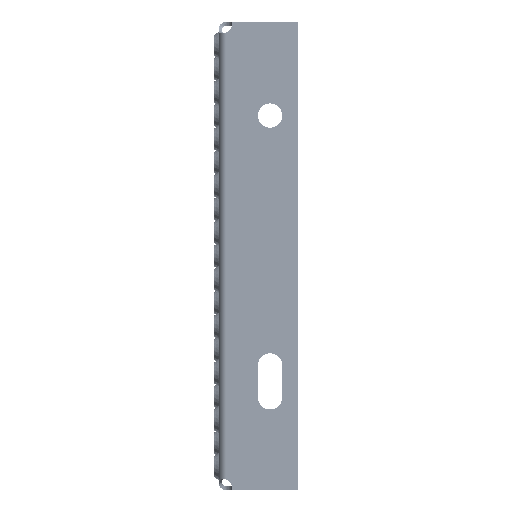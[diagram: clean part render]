
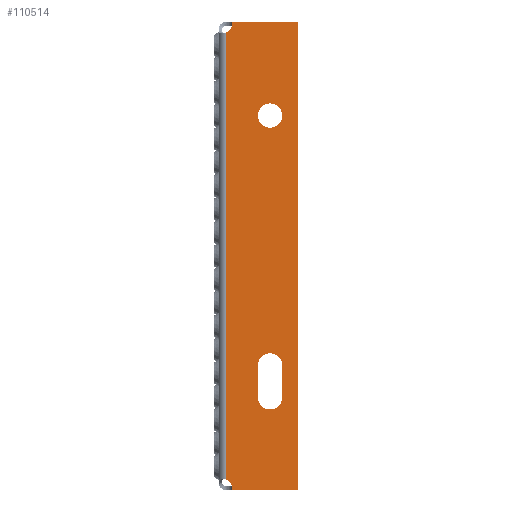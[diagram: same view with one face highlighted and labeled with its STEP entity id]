
A CAD part, left-side view. The second image highlights one B-rep face of the part: STEP entity #110514.
In plain terms, the highlighted planar face has unit normal (-1, 0, 0).
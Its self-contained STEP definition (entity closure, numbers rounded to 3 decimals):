
#2034 = DIRECTION ( 'NONE',  ( -1., 0., 0. ) ) ;
#2825 = VERTEX_POINT ( 'NONE', #160822 ) ;
#6861 = VERTEX_POINT ( 'NONE', #175525 ) ;
#8807 = DIRECTION ( 'NONE',  ( 0., 0., 1. ) ) ;
#11344 = ORIENTED_EDGE ( 'NONE', *, *, #195779, .F. ) ;
#13189 = CARTESIAN_POINT ( 'NONE',  ( -400., -7.187, 125. ) ) ;
#21804 = ORIENTED_EDGE ( 'NONE', *, *, #80193, .T. ) ;
#24040 = CARTESIAN_POINT ( 'NONE',  ( -400., -2.288, 124. ) ) ;
#26327 = AXIS2_PLACEMENT_3D ( 'NONE', #24040, #168764, #8807 ) ;
#26859 = CARTESIAN_POINT ( 'NONE',  ( -400., -4., 119.302 ) ) ;
#27131 = AXIS2_PLACEMENT_3D ( 'NONE', #163402, #58312, #183195 ) ;
#27305 = DIRECTION ( 'NONE',  ( 0., -1., 0. ) ) ;
#28736 = DIRECTION ( 'NONE',  ( 0., -1., 0. ) ) ;
#31582 = ORIENTED_EDGE ( 'NONE', *, *, #97606, .F. ) ;
#32353 = CARTESIAN_POINT ( 'NONE',  ( -400., -20.998, -124. ) ) ;
#32897 = DIRECTION ( 'NONE',  ( 0., 0., 1. ) ) ;
#32990 = CARTESIAN_POINT ( 'NONE',  ( -400., -4., -124. ) ) ;
#38787 = CARTESIAN_POINT ( 'NONE',  ( -400., -42.498, -125. ) ) ;
#41449 = CARTESIAN_POINT ( 'NONE',  ( -400., -7.187, -125. ) ) ;
#42176 = CIRCLE ( 'NONE', #27131, 6.5 ) ;
#45121 = DIRECTION ( 'NONE',  ( -1., 0., 0. ) ) ;
#47263 = VERTEX_POINT ( 'NONE', #179369 ) ;
#47489 = CARTESIAN_POINT ( 'NONE',  ( -400., -33.998, -124. ) ) ;
#51965 = VERTEX_POINT ( 'NONE', #118050 ) ;
#52521 = CIRCLE ( 'NONE', #26327, 5. ) ;
#55941 = CIRCLE ( 'NONE', #164083, 6.5 ) ;
#56917 = FACE_OUTER_BOUND ( 'NONE', #219233, .T. ) ;
#58312 = DIRECTION ( 'NONE',  ( -1., 0., 0. ) ) ;
#61834 = CARTESIAN_POINT ( 'NONE',  ( -400., -33.998, 75. ) ) ;
#63132 = DIRECTION ( 'NONE',  ( 0., 1., 0. ) ) ;
#66310 = CARTESIAN_POINT ( 'NONE',  ( -400., -4., -119.302 ) ) ;
#67365 = VECTOR ( 'NONE', #135048, 1000. ) ;
#70307 = EDGE_CURVE ( 'NONE', #195919, #136104, #131273, .T. ) ;
#70384 = DIRECTION ( 'NONE',  ( 0., -1., 0. ) ) ;
#73306 = FACE_BOUND ( 'NONE', #227908, .T. ) ;
#75043 = DIRECTION ( 'NONE',  ( -1., 0., 0. ) ) ;
#77740 = ORIENTED_EDGE ( 'NONE', *, *, #70307, .T. ) ;
#78854 = CARTESIAN_POINT ( 'NONE',  ( -400., -33.998, -58.5 ) ) ;
#78909 = CARTESIAN_POINT ( 'NONE',  ( -400., -20.998, 75. ) ) ;
#80193 = EDGE_CURVE ( 'NONE', #83256, #127962, #52521, .T. ) ;
#82691 = EDGE_CURVE ( 'NONE', #169939, #6861, #42176, .T. ) ;
#83256 = VERTEX_POINT ( 'NONE', #13189 ) ;
#86574 = VECTOR ( 'NONE', #27305, 1000. ) ;
#88266 = AXIS2_PLACEMENT_3D ( 'NONE', #121302, #125933, #142311 ) ;
#88935 = VECTOR ( 'NONE', #174792, 1000. ) ;
#93225 = VERTEX_POINT ( 'NONE', #61834 ) ;
#94649 = EDGE_CURVE ( 'NONE', #144959, #195919, #203808, .T. ) ;
#97606 = EDGE_CURVE ( 'NONE', #93225, #212847, #55941, .T. ) ;
#100611 = CARTESIAN_POINT ( 'NONE',  ( -400., -27.498, -75.5 ) ) ;
#105970 = VECTOR ( 'NONE', #32897, 1000. ) ;
#108049 = AXIS2_PLACEMENT_3D ( 'NONE', #223599, #45121, #28736 ) ;
#110514 = ADVANCED_FACE ( 'NONE', ( #73306, #179487, #56917 ), #184081, .T. ) ;
#110586 = EDGE_CURVE ( 'NONE', #212847, #93225, #182543, .T. ) ;
#111160 = ORIENTED_EDGE ( 'NONE', *, *, #198721, .T. ) ;
#117642 = LINE ( 'NONE', #32353, #88935 ) ;
#118050 = CARTESIAN_POINT ( 'NONE',  ( -400., -33.998, -75.5 ) ) ;
#118060 = CIRCLE ( 'NONE', #162763, 6.5 ) ;
#121302 = CARTESIAN_POINT ( 'NONE',  ( -400., -2.288, -124. ) ) ;
#125933 = DIRECTION ( 'NONE',  ( 1., 0., 0. ) ) ;
#127962 = VERTEX_POINT ( 'NONE', #26859 ) ;
#128086 = DIRECTION ( 'NONE',  ( 0., 0., 1. ) ) ;
#129738 = ORIENTED_EDGE ( 'NONE', *, *, #82691, .F. ) ;
#129850 = EDGE_CURVE ( 'NONE', #6861, #47263, #117642, .T. ) ;
#131273 = LINE ( 'NONE', #41449, #86574 ) ;
#135048 = DIRECTION ( 'NONE',  ( 0., 0., 1. ) ) ;
#136104 = VERTEX_POINT ( 'NONE', #38787 ) ;
#138082 = DIRECTION ( 'NONE',  ( 0., 0., 1. ) ) ;
#142311 = DIRECTION ( 'NONE',  ( 0., 0., 1. ) ) ;
#144959 = VERTEX_POINT ( 'NONE', #66310 ) ;
#149059 = ORIENTED_EDGE ( 'NONE', *, *, #129850, .F. ) ;
#151840 = LINE ( 'NONE', #222935, #220294 ) ;
#156669 = LINE ( 'NONE', #192791, #105970 ) ;
#160822 = CARTESIAN_POINT ( 'NONE',  ( -400., -42.498, 125. ) ) ;
#161968 = CARTESIAN_POINT ( 'NONE',  ( -400., -2.288, -124. ) ) ;
#162763 = AXIS2_PLACEMENT_3D ( 'NONE', #100611, #174099, #171817 ) ;
#163402 = CARTESIAN_POINT ( 'NONE',  ( -400., -27.498, -58.5 ) ) ;
#164083 = AXIS2_PLACEMENT_3D ( 'NONE', #190614, #75043, #70384 ) ;
#168764 = DIRECTION ( 'NONE',  ( 1., 0., 0. ) ) ;
#169939 = VERTEX_POINT ( 'NONE', #78854 ) ;
#169974 = ORIENTED_EDGE ( 'NONE', *, *, #225164, .F. ) ;
#170785 = ORIENTED_EDGE ( 'NONE', *, *, #110586, .F. ) ;
#171817 = DIRECTION ( 'NONE',  ( 0., -1., 0. ) ) ;
#174099 = DIRECTION ( 'NONE',  ( -1., 0., 0. ) ) ;
#174792 = DIRECTION ( 'NONE',  ( 0., 0., -1. ) ) ;
#175525 = CARTESIAN_POINT ( 'NONE',  ( -400., -20.998, -58.5 ) ) ;
#176757 = ORIENTED_EDGE ( 'NONE', *, *, #94649, .T. ) ;
#179369 = CARTESIAN_POINT ( 'NONE',  ( -400., -20.998, -75.5 ) ) ;
#179487 = FACE_BOUND ( 'NONE', #187657, .T. ) ;
#182543 = CIRCLE ( 'NONE', #108049, 6.5 ) ;
#183195 = DIRECTION ( 'NONE',  ( 0., -1., 0. ) ) ;
#184081 = PLANE ( 'NONE',  #223564 ) ;
#187657 = EDGE_LOOP ( 'NONE', ( #170785, #31582 ) ) ;
#188550 = EDGE_CURVE ( 'NONE', #144959, #127962, #209223, .T. ) ;
#190614 = CARTESIAN_POINT ( 'NONE',  ( -400., -27.498, 75. ) ) ;
#192791 = CARTESIAN_POINT ( 'NONE',  ( -400., -42.498, -125. ) ) ;
#195779 = EDGE_CURVE ( 'NONE', #47263, #51965, #118060, .T. ) ;
#195919 = VERTEX_POINT ( 'NONE', #196191 ) ;
#196191 = CARTESIAN_POINT ( 'NONE',  ( -400., -7.187, -125. ) ) ;
#198721 = EDGE_CURVE ( 'NONE', #2825, #83256, #151840, .T. ) ;
#202614 = ORIENTED_EDGE ( 'NONE', *, *, #227619, .T. ) ;
#203808 = CIRCLE ( 'NONE', #88266, 5. ) ;
#203888 = LINE ( 'NONE', #47489, #67365 ) ;
#206780 = VECTOR ( 'NONE', #138082, 1000. ) ;
#209223 = LINE ( 'NONE', #32990, #206780 ) ;
#212847 = VERTEX_POINT ( 'NONE', #78909 ) ;
#219233 = EDGE_LOOP ( 'NONE', ( #220013, #176757, #77740, #202614, #111160, #21804 ) ) ;
#220013 = ORIENTED_EDGE ( 'NONE', *, *, #188550, .F. ) ;
#220294 = VECTOR ( 'NONE', #63132, 1000. ) ;
#222935 = CARTESIAN_POINT ( 'NONE',  ( -400., -42.498, 125. ) ) ;
#223564 = AXIS2_PLACEMENT_3D ( 'NONE', #161968, #2034, #128086 ) ;
#223599 = CARTESIAN_POINT ( 'NONE',  ( -400., -27.498, 75. ) ) ;
#225164 = EDGE_CURVE ( 'NONE', #51965, #169939, #203888, .T. ) ;
#227619 = EDGE_CURVE ( 'NONE', #136104, #2825, #156669, .T. ) ;
#227908 = EDGE_LOOP ( 'NONE', ( #129738, #169974, #11344, #149059 ) ) ;
